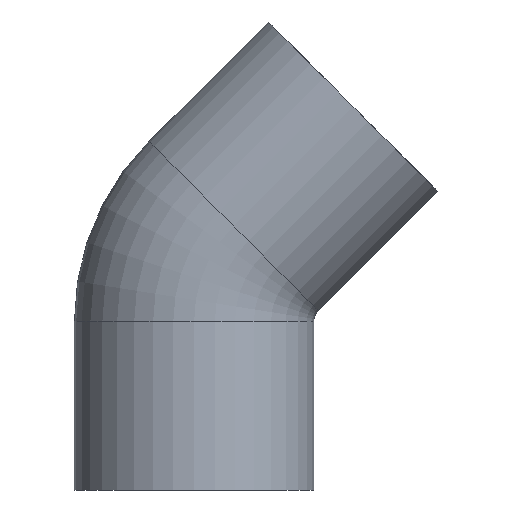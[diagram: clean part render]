
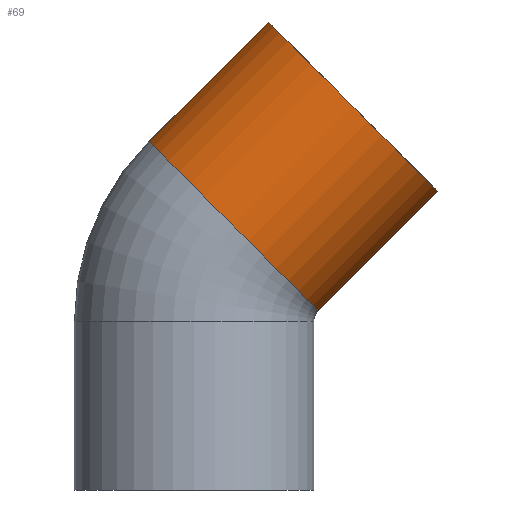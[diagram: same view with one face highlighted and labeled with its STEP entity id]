
A CAD part, front view. The second image highlights one B-rep face of the part: STEP entity #69.
In plain terms, the highlighted cylindrical face has radius 8 mm (diameter 16 mm), a partial arc.
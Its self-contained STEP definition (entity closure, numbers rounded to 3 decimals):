
#69=ADVANCED_FACE('',(#136),#137,.T.);
#136=FACE_OUTER_BOUND('',#196,.T.);
#137=CYLINDRICAL_SURFACE('',#197,8.0);
#196=EDGE_LOOP('',(#317,#318,#319,#320));
#197=AXIS2_PLACEMENT_3D('',#321,#322,#323);
#317=ORIENTED_EDGE('',*,*,#344,.T.);
#318=ORIENTED_EDGE('',*,*,#377,.F.);
#319=ORIENTED_EDGE('',*,*,#346,.T.);
#320=ORIENTED_EDGE('',*,*,#379,.F.);
#321=CARTESIAN_POINT('',(6.621,0.0,21.621));
#322=DIRECTION('',(-0.707,0.0,-0.707));
#323=DIRECTION('',(-0.707,0.0,0.707));
#344=EDGE_CURVE('',#401,#383,#402,.T.);
#346=EDGE_CURVE('',#386,#403,#405,.T.);
#377=EDGE_CURVE('',#386,#383,#446,.T.);
#379=EDGE_CURVE('',#401,#403,#448,.T.);
#383=VERTEX_POINT('',#452);
#386=VERTEX_POINT('',#455);
#401=VERTEX_POINT('',#536);
#402=LINE('',#537,#538);
#403=VERTEX_POINT('',#539);
#405=LINE('',#541,#542);
#446=CIRCLE('',#655,8.0);
#448=CIRCLE('',#657,8.0);
#452=CARTESIAN_POINT('',(-3.021,0.0,23.293));
#455=CARTESIAN_POINT('',(8.293,0.,11.979));
#536=CARTESIAN_POINT('',(4.95,0.0,31.263));
#537=CARTESIAN_POINT('',(0.964,0.,27.278));
#538=VECTOR('',#678,1.0);
#539=CARTESIAN_POINT('',(16.263,0.,19.95));
#541=CARTESIAN_POINT('',(12.278,0.,15.964));
#542=VECTOR('',#682,1.0);
#655=AXIS2_PLACEMENT_3D('',#722,#723,#724);
#657=AXIS2_PLACEMENT_3D('',#725,#726,#727);
#678=DIRECTION('',(-0.707,0.0,-0.707));
#682=DIRECTION('',(0.707,-0.0,0.707));
#722=CARTESIAN_POINT('',(2.636,0.0,17.636));
#723=DIRECTION('',(-0.707,0.0,-0.707));
#724=DIRECTION('',(-0.707,0.0,0.707));
#725=CARTESIAN_POINT('',(10.607,0.0,25.607));
#726=DIRECTION('',(0.707,0.0,0.707));
#727=DIRECTION('',(-0.707,0.0,0.707));
